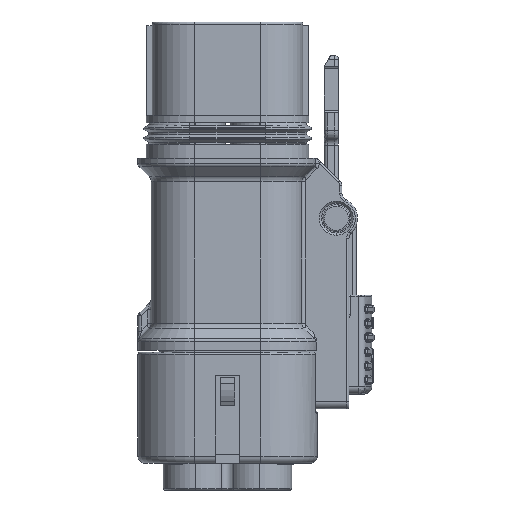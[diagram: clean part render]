
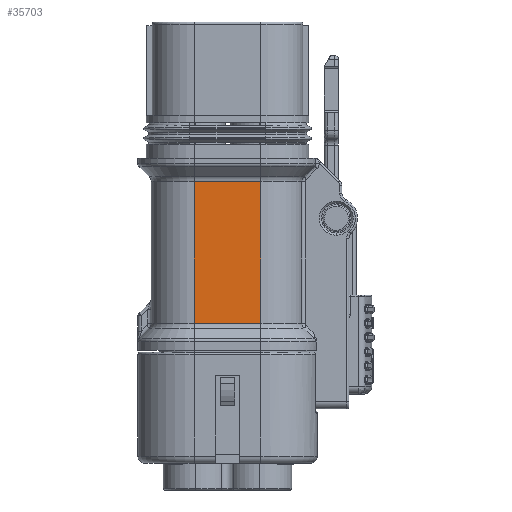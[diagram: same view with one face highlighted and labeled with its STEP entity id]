
A CAD part, left-side view. The second image highlights one B-rep face of the part: STEP entity #35703.
In plain terms, the highlighted planar face has unit normal (-1, 0, 0).
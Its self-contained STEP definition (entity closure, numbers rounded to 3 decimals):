
#2269 = DIRECTION ( 'NONE',  ( 0., 0., 1. ) ) ;
#3543 = CARTESIAN_POINT ( 'NONE',  ( -12.6, 4.7, 36.686 ) ) ;
#6061 = AXIS2_PLACEMENT_3D ( 'NONE', #9453, #42267, #14171 ) ;
#7425 = CARTESIAN_POINT ( 'NONE',  ( -12.6, -4.7, 36.686 ) ) ;
#8493 = ORIENTED_EDGE ( 'NONE', *, *, #35856, .T. ) ;
#8567 = LINE ( 'NONE', #24415, #19557 ) ;
#9453 = CARTESIAN_POINT ( 'NONE',  ( -12.6, -4.7, -25.657 ) ) ;
#11329 = LINE ( 'NONE', #41164, #22349 ) ;
#11916 = CARTESIAN_POINT ( 'NONE',  ( -12.6, -4.7, 16.614 ) ) ;
#13978 = PLANE ( 'NONE',  #6061 ) ;
#14171 = DIRECTION ( 'NONE',  ( 0., 1., 0. ) ) ;
#16190 = CARTESIAN_POINT ( 'NONE',  ( -12.6, 4.7, -25.657 ) ) ;
#17751 = LINE ( 'NONE', #35603, #53618 ) ;
#19557 = VECTOR ( 'NONE', #19673, 1000. ) ;
#19673 = DIRECTION ( 'NONE',  ( 0., -1., 0. ) ) ;
#22349 = VECTOR ( 'NONE', #28048, 1000. ) ;
#24415 = CARTESIAN_POINT ( 'NONE',  ( -12.6, -4.7, 16.614 ) ) ;
#24569 = ORIENTED_EDGE ( 'NONE', *, *, #43496, .T. ) ;
#25371 = FACE_OUTER_BOUND ( 'NONE', #26094, .T. ) ;
#26094 = EDGE_LOOP ( 'NONE', ( #46956, #8493, #24569, #38046 ) ) ;
#27241 = VERTEX_POINT ( 'NONE', #3543 ) ;
#28048 = DIRECTION ( 'NONE',  ( 0., 0., 1. ) ) ;
#29332 = VERTEX_POINT ( 'NONE', #60833 ) ;
#30749 = VECTOR ( 'NONE', #2269, 1000. ) ;
#33784 = EDGE_CURVE ( 'NONE', #29332, #27241, #44702, .T. ) ;
#35603 = CARTESIAN_POINT ( 'NONE',  ( -12.6, -4.7, 36.686 ) ) ;
#35703 = ADVANCED_FACE ( 'NONE', ( #25371 ), #13978, .F. ) ;
#35856 = EDGE_CURVE ( 'NONE', #29332, #58634, #8567, .T. ) ;
#38046 = ORIENTED_EDGE ( 'NONE', *, *, #52313, .T. ) ;
#41164 = CARTESIAN_POINT ( 'NONE',  ( -12.6, -4.7, -25.657 ) ) ;
#42267 = DIRECTION ( 'NONE',  ( 1., 0., 0. ) ) ;
#43496 = EDGE_CURVE ( 'NONE', #58634, #52842, #11329, .T. ) ;
#44702 = LINE ( 'NONE', #16190, #30749 ) ;
#46956 = ORIENTED_EDGE ( 'NONE', *, *, #33784, .F. ) ;
#52313 = EDGE_CURVE ( 'NONE', #52842, #27241, #17751, .T. ) ;
#52842 = VERTEX_POINT ( 'NONE', #7425 ) ;
#53618 = VECTOR ( 'NONE', #58952, 1000. ) ;
#58634 = VERTEX_POINT ( 'NONE', #11916 ) ;
#58952 = DIRECTION ( 'NONE',  ( 0., 1., 0. ) ) ;
#60833 = CARTESIAN_POINT ( 'NONE',  ( -12.6, 4.7, 16.614 ) ) ;
